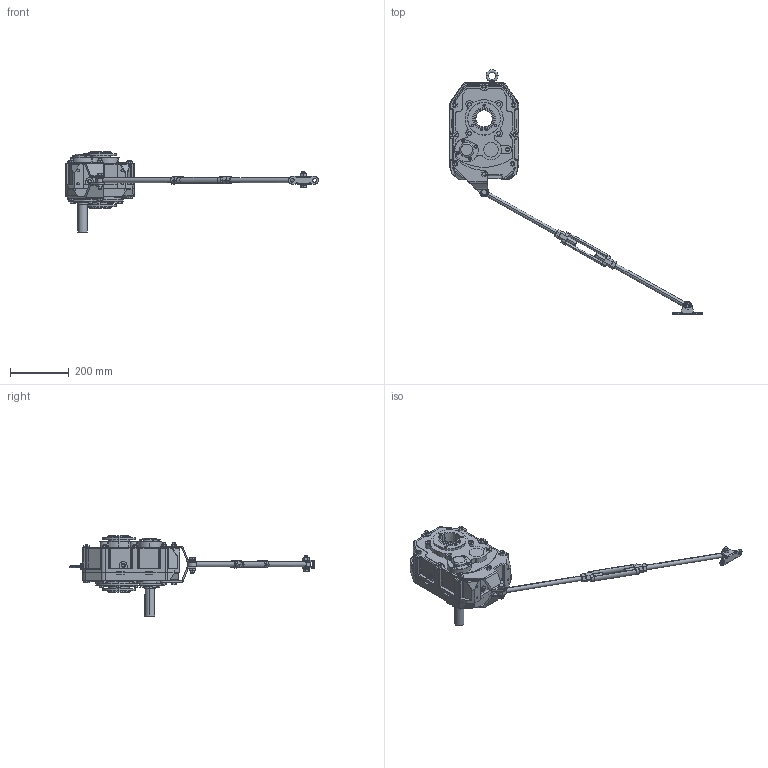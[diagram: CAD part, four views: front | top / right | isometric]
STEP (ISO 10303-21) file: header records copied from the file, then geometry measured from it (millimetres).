
FILE_DESCRIPTION (( 'STEP AP214' ), '1' );
FILE_NAME ('SMR3-25.step', '2016-12-05T17:12:25', ( '' ), ( '' ), 'SwSTEP 2.0', 'SolidWorks 2016', '' );
FILE_SCHEMA (( 'AUTOMOTIVE_DESIGN' ));
Length unit declared in the file: inch
Products named in the file (8): SMR3-TA_5; SMR3-TA_4; SMR3-TA_3; SMR3-TA_2; SMR3-TA_1; SMR3-25_REDUCER; SMR3-25; SMR3-TA
Assembly tree (7 placements, depth 3):
  SMR3-25
    SMR3-25_REDUCER
    SMR3-TA
      SMR3-TA_1
      SMR3-TA_2
      SMR3-TA_3
      SMR3-TA_4
      SMR3-TA_5
Bounding box: 860.87 x 831.46 x 273.5 mm (x, y, z)
Volume: 8860436 mm3; surface area: 916469.2 mm2
Topology: 71 solids, 71 shells, 1559 faces, 3801 edges, 2404 vertices
Faces by surface type: plane 727, cylinder 556, cone 95, bspline 93, torus 72, sphere 16
Entity records: 54327 total; most frequent: CARTESIAN_POINT 11812, DIRECTION 7724, ORIENTED_EDGE 7552, EDGE_CURVE 3776, AXIS2_PLACEMENT_3D 2794, VERTEX_POINT 2403, LINE 2136, VECTOR 2136
